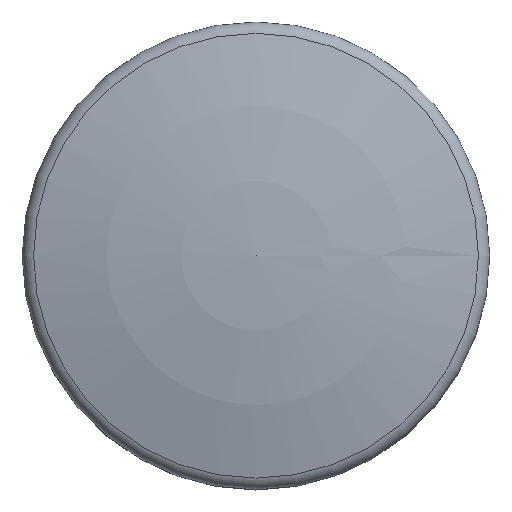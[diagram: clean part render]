
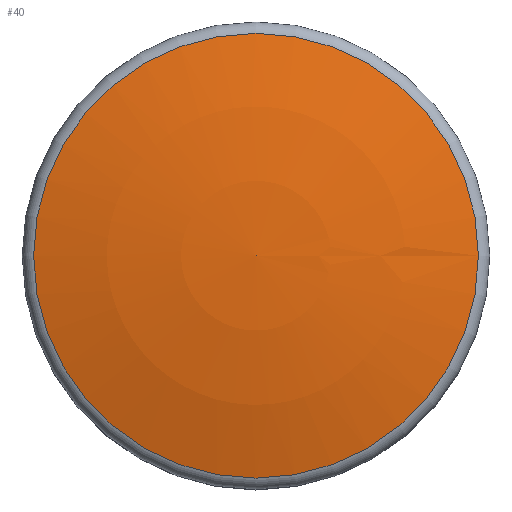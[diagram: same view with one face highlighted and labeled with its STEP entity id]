
A CAD part, top view. The second image highlights one B-rep face of the part: STEP entity #40.
In plain terms, the highlighted spherical face has radius 86 mm.
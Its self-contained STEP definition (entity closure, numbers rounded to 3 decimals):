
#40 = ADVANCED_FACE( '', ( #78 ), #79, .T. );
#78 = FACE_OUTER_BOUND( '', #107, .T. );
#79 = SPHERICAL_SURFACE( '', #108, 86. );
#107 = EDGE_LOOP( '', ( #140 ) );
#108 = AXIS2_PLACEMENT_3D( '', #141, #142, #143 );
#140 = ORIENTED_EDGE( '', *, *, #151, .T. );
#141 = CARTESIAN_POINT( '', ( 0., 0., -54. ) );
#142 = DIRECTION( '', ( 0., 0., 1. ) );
#143 = DIRECTION( '', ( 1., 0., 0. ) );
#151 = EDGE_CURVE( '', #166, #166, #167, .F. );
#166 = VERTEX_POINT( '', #182 );
#167 = CIRCLE( '', #183, 21.882 );
#182 = CARTESIAN_POINT( '', ( -21.882, 0., 29.17 ) );
#183 = AXIS2_PLACEMENT_3D( '', #199, #200, #201 );
#199 = CARTESIAN_POINT( '', ( 0., 0., 29.17 ) );
#200 = DIRECTION( '', ( 0., 0., -1. ) );
#201 = DIRECTION( '', ( -1., 0., 0. ) );
